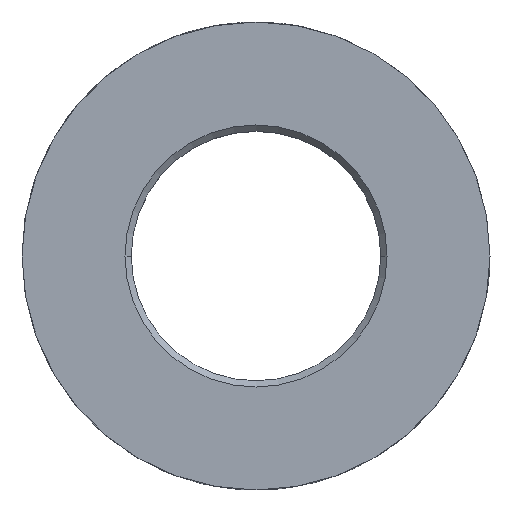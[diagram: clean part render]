
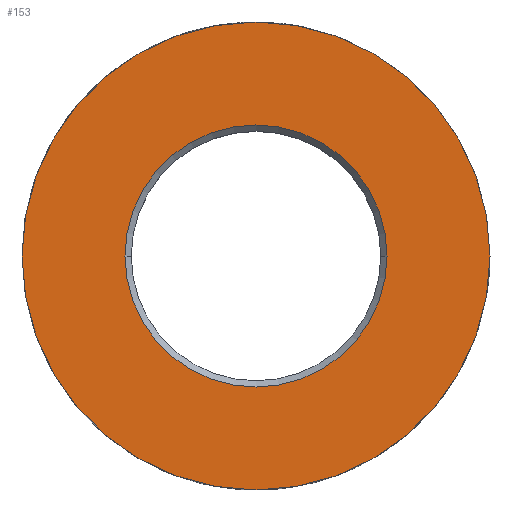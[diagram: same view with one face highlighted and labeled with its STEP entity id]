
A CAD part, top view. The second image highlights one B-rep face of the part: STEP entity #153.
In plain terms, the highlighted planar face has unit normal (0, 0, 1).
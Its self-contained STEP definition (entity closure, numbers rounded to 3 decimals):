
#101=EDGE_CURVE('',#121,#125,#217,.T.);
#115=EDGE_CURVE('',#125,#121,#234,.T.);
#117=VERTEX_POINT('',#236);
#121=VERTEX_POINT('',#240);
#125=VERTEX_POINT('',#244);
#153=ADVANCED_FACE('',(#275,#276),#277,.T.);
#155=EDGE_CURVE('',#117,#163,#279,.T.);
#157=EDGE_CURVE('',#163,#117,#281,.T.);
#163=VERTEX_POINT('',#287);
#217=CIRCLE('',#392,21.0);
#234=CIRCLE('',#458,21.0);
#236=CARTESIAN_POINT('',(-37.5,0.,16.));
#240=CARTESIAN_POINT('',(21.,0.0,16.));
#244=CARTESIAN_POINT('',(-21.,0.,16.));
#275=FACE_OUTER_BOUND('',#565,.T.);
#276=FACE_BOUND('',#566,.T.);
#277=PLANE('',#567);
#279=CIRCLE('',#570,37.5);
#281=CIRCLE('',#573,37.5);
#287=CARTESIAN_POINT('',(37.5,0.0,16.));
#392=AXIS2_PLACEMENT_3D('',#633,#634,#635);
#458=AXIS2_PLACEMENT_3D('',#655,#656,#657);
#565=EDGE_LOOP('',(#692,#693));
#566=EDGE_LOOP('',(#694,#695));
#567=AXIS2_PLACEMENT_3D('',#696,#697,#698);
#570=AXIS2_PLACEMENT_3D('',#699,#700,#701);
#573=AXIS2_PLACEMENT_3D('',#702,#703,#704);
#633=CARTESIAN_POINT('',(0.,0.0,16.0));
#634=DIRECTION('',(0.,0.0,-1.0));
#635=DIRECTION('',(1.0,0.0,0.));
#655=CARTESIAN_POINT('',(0.,0.0,16.0));
#656=DIRECTION('',(0.,0.0,-1.0));
#657=DIRECTION('',(1.0,0.0,0.));
#692=ORIENTED_EDGE('',*,*,#157,.T.);
#693=ORIENTED_EDGE('',*,*,#155,.T.);
#694=ORIENTED_EDGE('',*,*,#101,.T.);
#695=ORIENTED_EDGE('',*,*,#115,.T.);
#696=CARTESIAN_POINT('',(0.,29.25,16.0));
#697=DIRECTION('',(0.,0.0,1.0));
#698=DIRECTION('',(1.0,0.0,0.));
#699=CARTESIAN_POINT('',(0.,0.0,16.0));
#700=DIRECTION('',(0.,0.0,1.0));
#701=DIRECTION('',(1.0,0.0,0.));
#702=CARTESIAN_POINT('',(0.,0.0,16.0));
#703=DIRECTION('',(0.,0.0,1.0));
#704=DIRECTION('',(1.0,0.0,0.));
